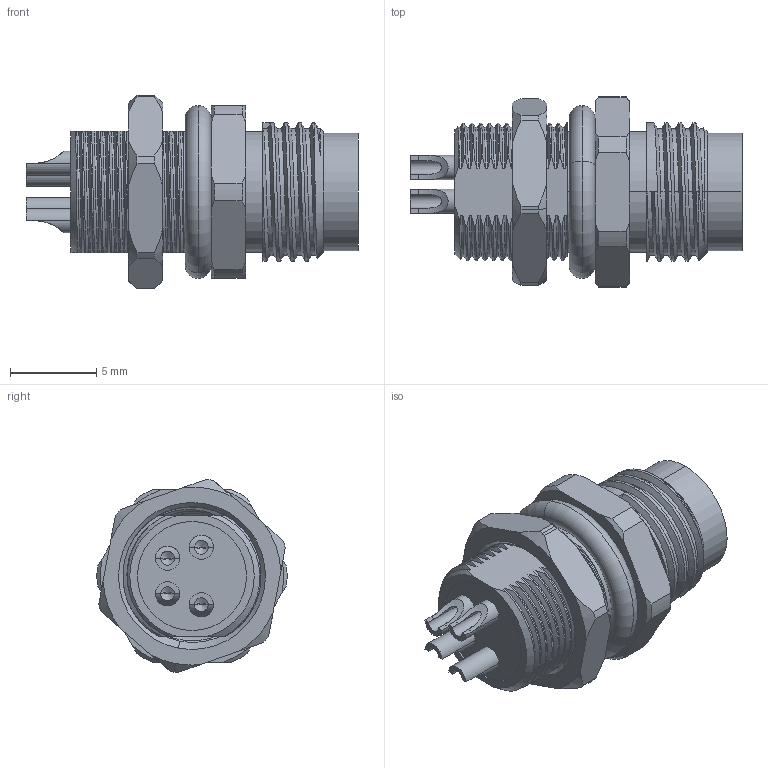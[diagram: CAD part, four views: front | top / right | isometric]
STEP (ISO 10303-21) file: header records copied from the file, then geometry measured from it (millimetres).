
FILE_DESCRIPTION (( 'STEP AP203' ), '1' );
FILE_NAME ('54-00295_A.STEP', '2022-05-10T18:10:31', ( '' ), ( '' ), 'SwSTEP 2.0', 'SolidWorks 2021', '' );
FILE_SCHEMA (( 'CONFIG_CONTROL_DESIGN' ));
Length unit declared in the file: millimetre
Products named in the file (6): 54-00295-05___; 54-00295-03___; 54-00295-01___; 54-00295-04___; 54-00295-02; 54-00295_A
Assembly tree (8 placements, depth 2):
  54-00295_A
    54-00295-01___
    54-00295-02
    54-00295-03___  x4
    54-00295-04___
    54-00295-05___
Bounding box: 19.2 x 10.99 x 11.18 mm (x, y, z)
Volume: 805.2 mm3; surface area: 2211.6 mm2
Topology: 8 solids, 8 shells, 383 faces, 970 edges, 618 vertices
Faces by surface type: cylinder 168, cone 61, plane 60, bspline 58, torus 28, sphere 8
Entity records: 30927 total; most frequent: CARTESIAN_POINT 24014, ORIENTED_EDGE 1504, DIRECTION 1075, EDGE_CURVE 752, VERTEX_POINT 492, AXIS2_PLACEMENT_3D 415, EDGE_LOOP 306, FACE_OUTER_BOUND 281
